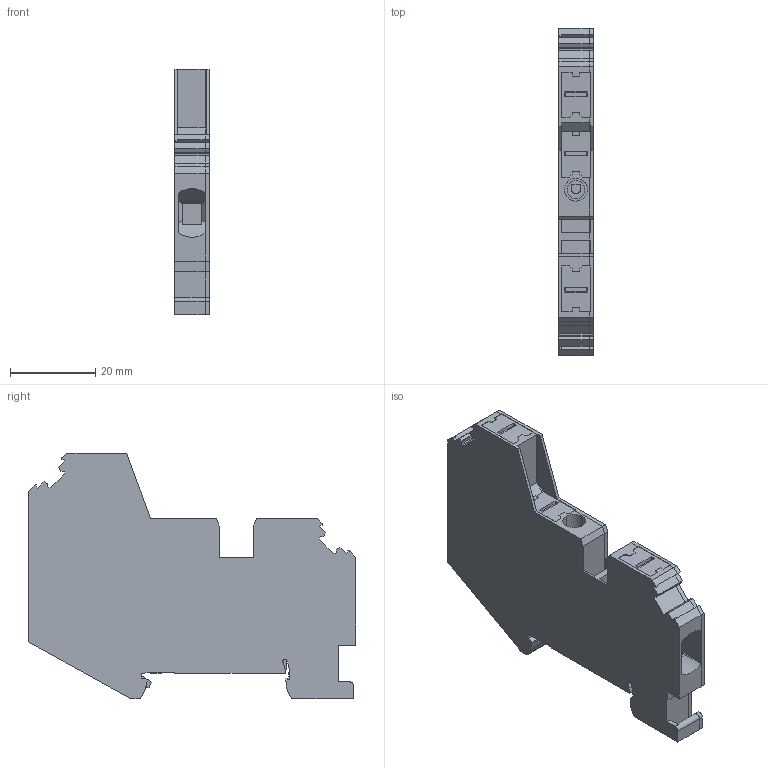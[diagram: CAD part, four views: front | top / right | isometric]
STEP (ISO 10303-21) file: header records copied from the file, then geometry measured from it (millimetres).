
FILE_DESCRIPTION(('CATIA V5 STEP Exchange','CAx-IF Rec.Pracs.--- Model Styling and Organization---1.5--- 2016-08-15','CAx-IF Rec.Pracs.---Supplemental Geometry---1.0---2011-11-01','CAx-IF Rec.Pracs.--- Composite Materials ---1.1---2010-07-15'),'2;1');
FILE_NAME ('2030139-1_2', '2024-10-28T13:50:23+00:00', ('none'), ('Weidmueller'), 'CATIA Version 5-6 Release 2022 SP4 HF5', 'CATIA V5 STEP AP214 v3', 'none');
FILE_SCHEMA(('AUTOMOTIVE_DESIGN { 1 0 10303 214 1 1 1 1 }'));
Length unit declared in the file: millimetre
Products named in the file (1): SL3C 6 PE
Bounding box: 8.15 x 76.7 x 57.6 mm (x, y, z)
Volume: 19906.7 mm3; surface area: 17797.6 mm2
Topology: 10 solids, 10 shells, 433 faces, 1243 edges, 837 vertices
Faces by surface type: plane 392, cylinder 31, extrusion 10
Entity records: 13228 total; most frequent: CARTESIAN_POINT 2621, ORIENTED_EDGE 2486, DIRECTION 1698, EDGE_CURVE 1243, VECTOR 1154, LINE 1144, VERTEX_POINT 837, EDGE_LOOP 440
